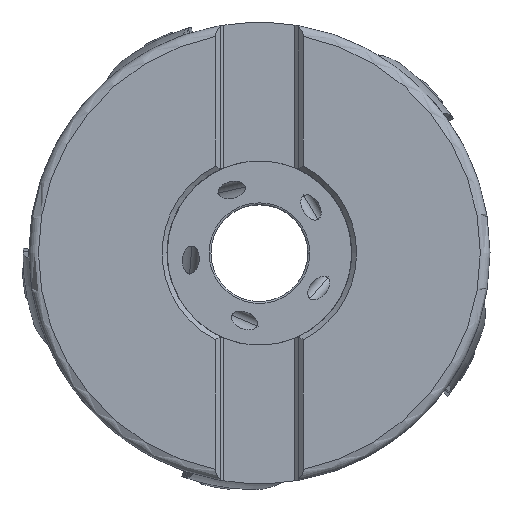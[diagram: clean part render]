
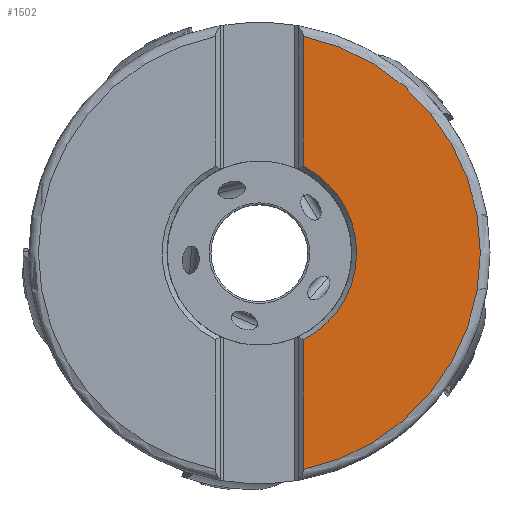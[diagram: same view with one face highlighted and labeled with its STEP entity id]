
A CAD part, top view. The second image highlights one B-rep face of the part: STEP entity #1502.
In plain terms, the highlighted planar face has unit normal (0, 0, 1).
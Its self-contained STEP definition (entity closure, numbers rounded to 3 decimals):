
#517=PLANE('',#21169);
#1502=ADVANCED_FACE('',(#2741),#517,.T.);
#2741=FACE_OUTER_BOUND('',#3801,.T.);
#3801=EDGE_LOOP('',(#9647,#9648,#9649,#9650,#9651,#9652));
#5111=LINE('',#34755,#6221);
#5112=LINE('',#34757,#6222);
#6221=VECTOR('',#24411,1.);
#6222=VECTOR('',#24414,1.);
#7295=CIRCLE('',#21163,45.625);
#7296=CIRCLE('',#21164,45.625);
#7297=CIRCLE('',#21167,20.085);
#7298=CIRCLE('',#21168,20.085);
#9647=ORIENTED_EDGE('',*,*,#17176,.F.);
#9648=ORIENTED_EDGE('',*,*,#17173,.F.);
#9649=ORIENTED_EDGE('',*,*,#17172,.F.);
#9650=ORIENTED_EDGE('',*,*,#17177,.F.);
#9651=ORIENTED_EDGE('',*,*,#17178,.F.);
#9652=ORIENTED_EDGE('',*,*,#17179,.F.);
#14966=VERTEX_POINT('',#34729);
#14967=VERTEX_POINT('',#34731);
#14968=VERTEX_POINT('',#34733);
#14969=VERTEX_POINT('',#34754);
#14970=VERTEX_POINT('',#34758);
#14971=VERTEX_POINT('',#34760);
#17172=EDGE_CURVE('',#14966,#14967,#7295,.T.);
#17173=EDGE_CURVE('',#14967,#14968,#7296,.T.);
#17176=EDGE_CURVE('',#14968,#14969,#5111,.T.);
#17177=EDGE_CURVE('',#14970,#14966,#5112,.T.);
#17178=EDGE_CURVE('',#14971,#14970,#7297,.T.);
#17179=EDGE_CURVE('',#14969,#14971,#7298,.T.);
#21163=AXIS2_PLACEMENT_3D('',#34730,#24405,#24406);
#21164=AXIS2_PLACEMENT_3D('',#34732,#24407,#24408);
#21167=AXIS2_PLACEMENT_3D('',#34759,#24415,#24416);
#21168=AXIS2_PLACEMENT_3D('',#34761,#24417,#24418);
#21169=AXIS2_PLACEMENT_3D('',#34762,#24419,#24420);
#24405=DIRECTION('',(0.,0.,-1.));
#24406=DIRECTION('',(0.199,0.98,0.));
#24407=DIRECTION('',(0.,0.,-1.));
#24408=DIRECTION('',(1.,0.,0.));
#24411=DIRECTION('',(0.,1.,0.));
#24414=DIRECTION('',(0.,1.,0.));
#24415=DIRECTION('',(0.,0.,1.));
#24416=DIRECTION('',(1.,0.,0.));
#24417=DIRECTION('',(0.,0.,1.));
#24418=DIRECTION('',(0.452,-0.892,0.));
#24419=DIRECTION('',(0.,0.,1.));
#24420=DIRECTION('',(1.,0.,0.));
#34729=CARTESIAN_POINT('',(9.075,44.713,0.));
#34730=CARTESIAN_POINT('',(0.,0.,0.));
#34731=CARTESIAN_POINT('',(45.625,0.,0.));
#34732=CARTESIAN_POINT('',(0.,0.,0.));
#34733=CARTESIAN_POINT('',(9.075,-44.713,0.));
#34754=CARTESIAN_POINT('',(9.075,-17.918,0.));
#34755=CARTESIAN_POINT('',(9.075,-44.713,0.));
#34757=CARTESIAN_POINT('',(9.075,17.918,0.));
#34758=CARTESIAN_POINT('',(9.075,17.918,0.));
#34759=CARTESIAN_POINT('',(0.,0.,0.));
#34760=CARTESIAN_POINT('',(20.085,0.,0.));
#34761=CARTESIAN_POINT('',(0.,0.,0.));
#34762=CARTESIAN_POINT('',(27.35,0.,0.));
